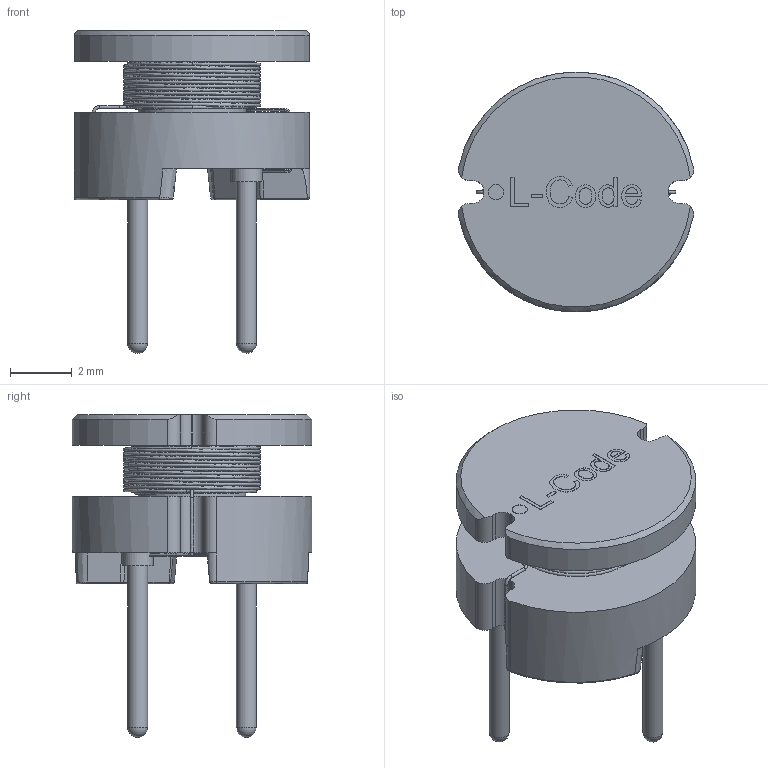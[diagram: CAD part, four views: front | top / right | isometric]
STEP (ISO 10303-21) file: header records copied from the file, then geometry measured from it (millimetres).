
FILE_DESCRIPTION(/* description */ ('Unknown'),/* implementation_level */ '2;1');
FILE_NAME(/* name */ '744741xxx',/* time_stamp */ '2022-08-17T14:30:18+02:00',/* author */ ('Unknown'),/* organization */ ('Unknown'),/* preprocessor_version */ 'ST-DEVELOPER v16.7',/* originating_system */ 'Solid Edge',/* authorisation */ 'Unknown');
FILE_SCHEMA (('AUTOMOTIVE_DESIGN {1 0 10303 214 3 1 1}'));
Length unit declared in the file: millimetre
Products named in the file (3): 744741xxx; Kern; Pin
Assembly tree (3 placements, depth 2):
  744741xxx
    Kern
    Pin  x2
Bounding box: 7.65 x 7.8 x 10.5 mm (x, y, z)
Volume: 169.3 mm3; surface area: 507.1 mm2
Topology: 4 solids, 4 shells, 159 faces, 373 edges, 236 vertices
Faces by surface type: plane 64, bspline 41, cylinder 38, torus 8, cone 6, sphere 2
Full cylindrical faces by diameter (mm): 0.5 x1, 0.65 x6, 1 x2, 3.5 x1
Entity records: 10905 total; most frequent: CARTESIAN_POINT 6918, ORIENTED_EDGE 652, DIRECTION 564, EDGE_CURVE 326, AXIS2_PLACEMENT_3D 225, VERTEX_POINT 220, EDGE_LOOP 192, FACE_BOUND 192
